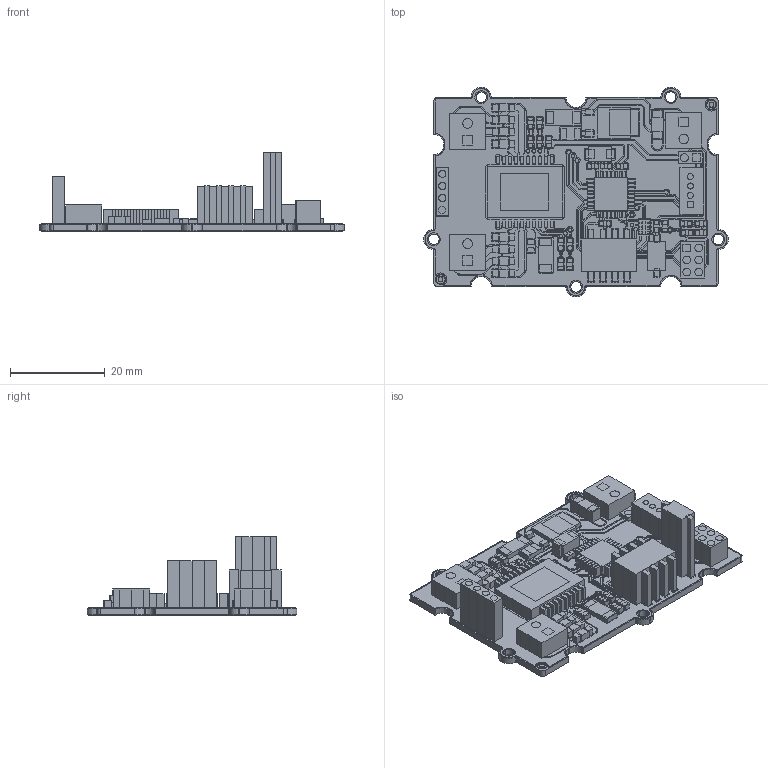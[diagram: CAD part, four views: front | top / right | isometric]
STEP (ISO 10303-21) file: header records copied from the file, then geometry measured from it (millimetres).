
FILE_DESCRIPTION(('Open CASCADE Model'),'2;1');
FILE_NAME('Open CASCADE Shape Model','2018-10-26T12:20:49',('Author'),( 'Open CASCADE'),'Open CASCADE STEP processor 6.9','Open CASCADE 6.9' ,'Unknown');
FILE_SCHEMA(('AUTOMOTIVE_DESIGN { 1 0 10303 214 1 1 1 1 }'));
Length unit declared in the file: millimetre
Products named in the file (314): pcb_body; i2c_connecter_separator_2.0_1x4; Pin_1_I2C_SCL; Pin_2_I2C_SDA; Pin_3_I2C_N$2; Pin_4_I2C_GND; power_discrete_separator_d0603; Pin_+_POWER_VCC; Pin_-_POWER_N$3; rst_discrete_separator_d0603; Pin_+_RST_VCC; Pin_-_RST_N$10; j1_2pin_separator_con2; Pin_1_J1_OUT1; Pin_2_J1_OUT2; j5_2pin_separator_con2; Pin_1_J5_OUT3; Pin_2_J5_OUT4; in1_discrete_separator_d0603; Pin_+_IN1_N$14; Pin_-_IN1_GND; in2_discrete_separator_d0603; Pin_+_IN2_N$15; Pin_-_IN2_GND; in3_discrete_separator_d0603; Pin_+_IN3_N$1; Pin_-_IN3_GND; in4_discrete_separator_d0603; Pin_+_IN4_N$17; Pin_-_IN4_GND; r3_discrete_separator_0603-1; Pin_1_R3_IN1; Pin_2_R3_N$14; r4_discrete_separator_0603-1; Pin_1_R4_IN2; Pin_2_R4_N$15; r5_discrete_separator_0603-1; Pin_1_R5_IN3; Pin_2_R5_N$1; r6_discrete_separator_0603-1 ...
Bounding box: 64.2 x 44.2 x 16.54 mm (x, y, z)
Volume: 7897.6 mm3; surface area: 20286.6 mm2
Topology: 314 solids, 321 shells, 7314 faces, 20051 edges, 13358 vertices
Faces by surface type: extrusion 6686, plane 628
Entity records: 519226 total; most frequent: CARTESIAN_POINT 91434, DIRECTION 79981, VECTOR 61915, LINE 55229, ORIENTED_EDGE 40116, PCURVE 40102, DEFINITIONAL_REPRESENTATION 40102, EDGE_CURVE 20051
